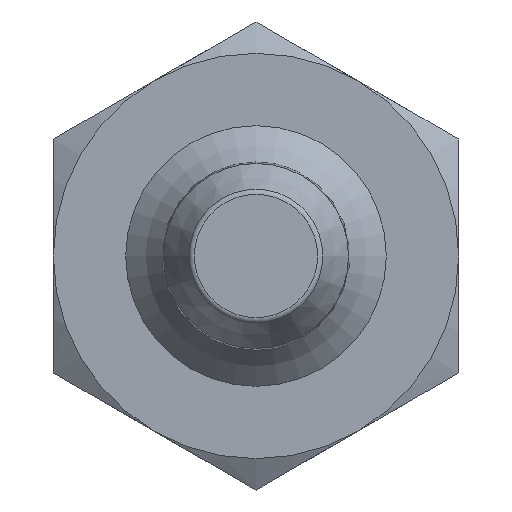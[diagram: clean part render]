
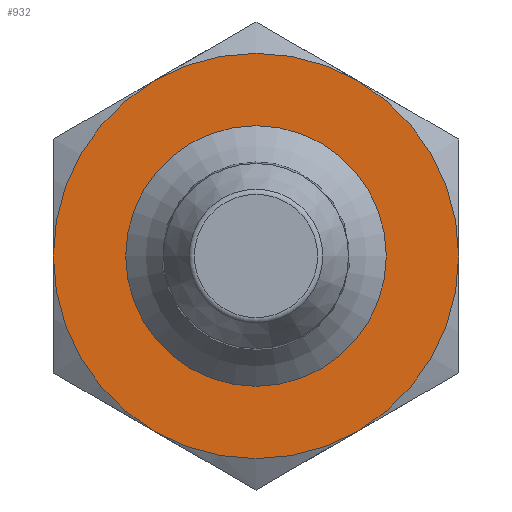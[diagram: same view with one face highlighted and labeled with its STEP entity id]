
A CAD part, left-side view. The second image highlights one B-rep face of the part: STEP entity #932.
In plain terms, the highlighted planar face has unit normal (-1, 0, 0).
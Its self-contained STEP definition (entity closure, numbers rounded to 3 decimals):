
#442=CARTESIAN_POINT('',(-3.0,-7.,0.));
#443=VERTEX_POINT('',#442);
#457=CARTESIAN_POINT('',(-3.0,-3.5,6.062));
#458=VERTEX_POINT('',#457);
#472=CARTESIAN_POINT('',(-3.,0.0,0.0));
#473=DIRECTION('',(-1.0,0.0,0.0));
#474=DIRECTION('',(0.0,0.0,1.0));
#475=AXIS2_PLACEMENT_3D('',#472,#473,#474);
#476=CIRCLE('',#475,7.);
#477=EDGE_CURVE('',#443,#458,#476,.T.);
#487=CARTESIAN_POINT('',(-3.0,3.5,6.062));
#488=VERTEX_POINT('',#487);
#504=CARTESIAN_POINT('',(-3.,0.0,0.0));
#505=DIRECTION('',(-1.0,0.0,0.0));
#506=DIRECTION('',(0.0,0.0,1.0));
#507=AXIS2_PLACEMENT_3D('',#504,#505,#506);
#508=CIRCLE('',#507,7.);
#509=EDGE_CURVE('',#458,#488,#508,.T.);
#534=CARTESIAN_POINT('',(-3.0,-3.5,-6.062));
#535=VERTEX_POINT('',#534);
#562=CARTESIAN_POINT('',(-3.,0.0,0.0));
#563=DIRECTION('',(-1.0,0.0,0.0));
#564=DIRECTION('',(0.0,0.0,1.0));
#565=AXIS2_PLACEMENT_3D('',#562,#563,#564);
#566=CIRCLE('',#565,7.);
#567=EDGE_CURVE('',#535,#443,#566,.T.);
#579=CARTESIAN_POINT('',(-3.0,3.5,-6.062));
#580=VERTEX_POINT('',#579);
#607=CARTESIAN_POINT('',(-3.,0.0,0.0));
#608=DIRECTION('',(-1.0,0.0,0.0));
#609=DIRECTION('',(0.0,0.0,1.0));
#610=AXIS2_PLACEMENT_3D('',#607,#608,#609);
#611=CIRCLE('',#610,7.);
#612=EDGE_CURVE('',#580,#535,#611,.T.);
#622=CARTESIAN_POINT('',(-3.0,7.,0.));
#623=VERTEX_POINT('',#622);
#639=CARTESIAN_POINT('',(-3.,0.0,0.0));
#640=DIRECTION('',(-1.0,0.0,0.0));
#641=DIRECTION('',(0.0,0.0,1.0));
#642=AXIS2_PLACEMENT_3D('',#639,#640,#641);
#643=CIRCLE('',#642,7.);
#644=EDGE_CURVE('',#488,#623,#643,.T.);
#682=CARTESIAN_POINT('',(-3.,0.0,0.0));
#683=DIRECTION('',(-1.0,0.0,0.0));
#684=DIRECTION('',(0.0,0.0,1.0));
#685=AXIS2_PLACEMENT_3D('',#682,#683,#684);
#686=CIRCLE('',#685,7.);
#687=EDGE_CURVE('',#623,#580,#686,.T.);
#901=CARTESIAN_POINT('',(-3.,4.5,0.0));
#902=VERTEX_POINT('',#901);
#903=CARTESIAN_POINT('',(-3.,0.,0.0));
#904=DIRECTION('',(1.0,0.0,0.0));
#905=DIRECTION('',(0.0,1.0,0.0));
#906=AXIS2_PLACEMENT_3D('',#903,#904,#905);
#907=CIRCLE('',#906,4.5);
#908=EDGE_CURVE('',#902,#902,#907,.T.);
#916=CARTESIAN_POINT('',(-3.,5.75,0.0));
#917=DIRECTION('',(-1.0,0.0,0.0));
#918=DIRECTION('',(0.0,0.0,1.0));
#919=AXIS2_PLACEMENT_3D('',#916,#917,#918);
#920=PLANE('',#919);
#921=ORIENTED_EDGE('',*,*,#509,.T.);
#922=ORIENTED_EDGE('',*,*,#644,.T.);
#923=ORIENTED_EDGE('',*,*,#687,.T.);
#924=ORIENTED_EDGE('',*,*,#612,.T.);
#925=ORIENTED_EDGE('',*,*,#567,.T.);
#926=ORIENTED_EDGE('',*,*,#477,.T.);
#927=EDGE_LOOP('',(#921,#922,#923,#924,#925,#926));
#928=FACE_OUTER_BOUND('',#927,.T.);
#929=ORIENTED_EDGE('',*,*,#908,.T.);
#930=EDGE_LOOP('',(#929));
#931=FACE_BOUND('',#930,.T.);
#932=ADVANCED_FACE('',(#928,#931),#920,.T.);
